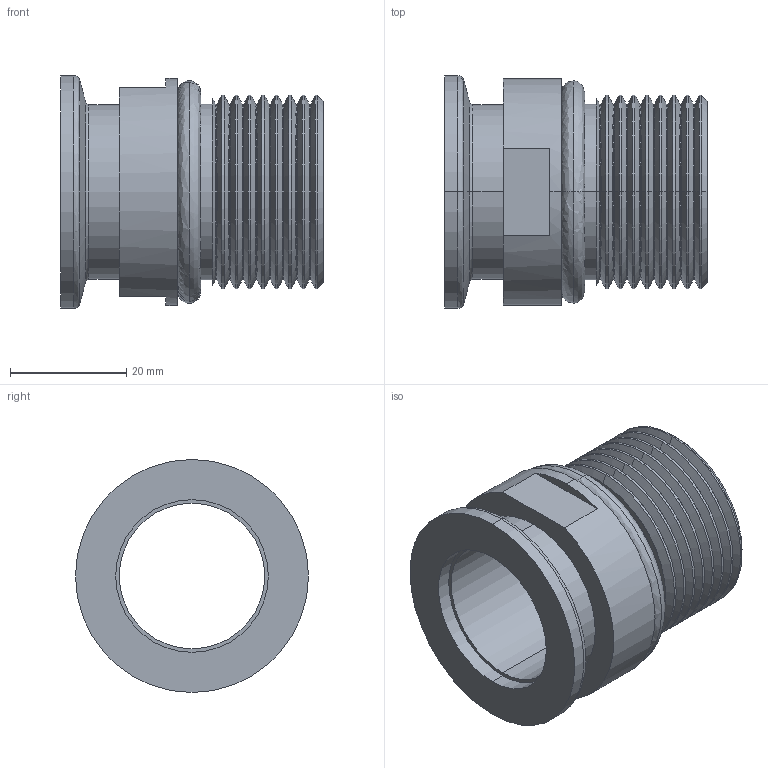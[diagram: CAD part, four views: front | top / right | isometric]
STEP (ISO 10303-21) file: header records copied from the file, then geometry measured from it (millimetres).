
FILE_DESCRIPTION (( 'STEP AP214' ), '1' );
FILE_NAME ('Hositrad_KF25-G1_Screw In.STEP', '2022-08-25T15:07:48', ( '' ), ( '' ), 'SwSTEP 2.0', 'SolidWorks 2021', '' );
FILE_SCHEMA (( 'AUTOMOTIVE_DESIGN' ));
Length unit declared in the file: millimetre
Products named in the file (1): Hositrad_KF25-G1_Screw In
Bounding box: 45 x 40 x 40 mm (x, y, z)
Volume: 19475.7 mm3; surface area: 13661.1 mm2
Topology: 2 solids, 2 shells, 119 faces, 242 edges, 130 vertices
Faces by surface type: cone 36, torus 34, cylinder 30, plane 11, bspline 8
Entity records: 3469 total; most frequent: CARTESIAN_POINT 820, DIRECTION 626, ORIENTED_EDGE 484, AXIS2_PLACEMENT_3D 276, EDGE_CURVE 242, CIRCLE 164, VERTEX_POINT 130, EDGE_LOOP 126
